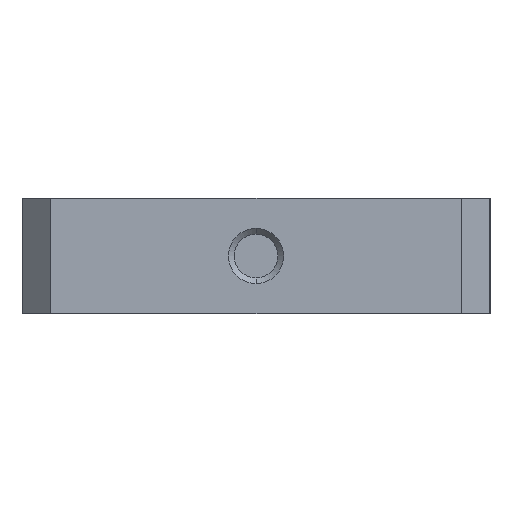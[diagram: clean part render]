
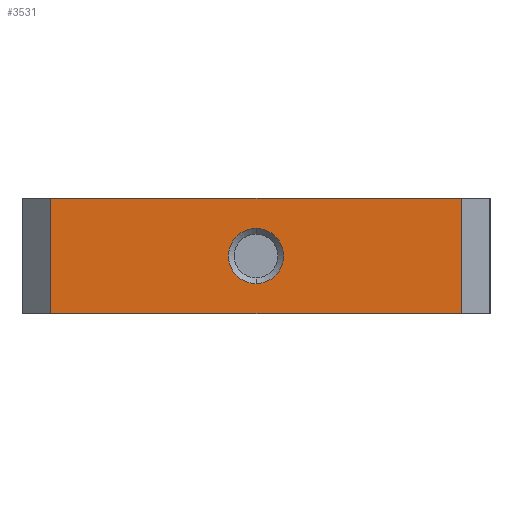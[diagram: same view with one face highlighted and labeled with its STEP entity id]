
A CAD part, front view. The second image highlights one B-rep face of the part: STEP entity #3531.
In plain terms, the highlighted planar face has unit normal (0, -1, 0).
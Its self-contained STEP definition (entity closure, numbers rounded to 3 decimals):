
#21 = DIRECTION ( 'NONE',  ( 1., 0., 0. ) ) ;
#43 = DIRECTION ( 'NONE',  ( 0., 0., 1. ) ) ;
#53 = DIRECTION ( 'NONE',  ( 0., 1., 0. ) ) ;
#139 = ORIENTED_EDGE ( 'NONE', *, *, #2658, .F. ) ;
#208 = LINE ( 'NONE', #3579, #3172 ) ;
#299 = ORIENTED_EDGE ( 'NONE', *, *, #1330, .T. ) ;
#300 = AXIS2_PLACEMENT_3D ( 'NONE', #1731, #3548, #3885 ) ;
#326 = EDGE_LOOP ( 'NONE', ( #3344, #713 ) ) ;
#390 = FACE_BOUND ( 'NONE', #326, .T. ) ;
#407 = PLANE ( 'NONE',  #1334 ) ;
#555 = AXIS2_PLACEMENT_3D ( 'NONE', #1946, #1901, #43 ) ;
#581 = EDGE_CURVE ( 'NONE', #2726, #3602, #208, .T. ) ;
#713 = ORIENTED_EDGE ( 'NONE', *, *, #1682, .T. ) ;
#763 = CARTESIAN_POINT ( 'NONE',  ( -20.3, -20.3, 5. ) ) ;
#955 = CIRCLE ( 'NONE', #555, 2.4 ) ;
#1003 = LINE ( 'NONE', #1862, #3203 ) ;
#1042 = CARTESIAN_POINT ( 'NONE',  ( -17.8, -20.3, -5. ) ) ;
#1083 = CARTESIAN_POINT ( 'NONE',  ( 17.8, -20.3, 5. ) ) ;
#1113 = EDGE_LOOP ( 'NONE', ( #139, #299, #3614, #1880 ) ) ;
#1150 = CARTESIAN_POINT ( 'NONE',  ( 0., -20.3, -2.4 ) ) ;
#1166 = DIRECTION ( 'NONE',  ( 0., 0., 1. ) ) ;
#1330 = EDGE_CURVE ( 'NONE', #3652, #1380, #2584, .T. ) ;
#1334 = AXIS2_PLACEMENT_3D ( 'NONE', #1624, #53, #3808 ) ;
#1380 = VERTEX_POINT ( 'NONE', #1042 ) ;
#1543 = VERTEX_POINT ( 'NONE', #3014 ) ;
#1605 = DIRECTION ( 'NONE',  ( 0., 0., -1. ) ) ;
#1624 = CARTESIAN_POINT ( 'NONE',  ( -20.3, -20.3, 5. ) ) ;
#1682 = EDGE_CURVE ( 'NONE', #1543, #3077, #955, .T. ) ;
#1731 = CARTESIAN_POINT ( 'NONE',  ( 0., -20.3, 0. ) ) ;
#1739 = CARTESIAN_POINT ( 'NONE',  ( -17.8, -20.3, 5. ) ) ;
#1813 = EDGE_CURVE ( 'NONE', #1380, #2726, #1003, .T. ) ;
#1862 = CARTESIAN_POINT ( 'NONE',  ( -20.3, -20.3, -5. ) ) ;
#1880 = ORIENTED_EDGE ( 'NONE', *, *, #581, .T. ) ;
#1901 = DIRECTION ( 'NONE',  ( 0., 1., 0. ) ) ;
#1946 = CARTESIAN_POINT ( 'NONE',  ( 0., -20.3, 0. ) ) ;
#1989 = LINE ( 'NONE', #763, #2689 ) ;
#2225 = DIRECTION ( 'NONE',  ( 1., 0., 0. ) ) ;
#2584 = LINE ( 'NONE', #3499, #3853 ) ;
#2658 = EDGE_CURVE ( 'NONE', #3652, #3602, #1989, .T. ) ;
#2689 = VECTOR ( 'NONE', #21, 1000. ) ;
#2726 = VERTEX_POINT ( 'NONE', #3351 ) ;
#2953 = EDGE_CURVE ( 'NONE', #3077, #1543, #3089, .T. ) ;
#3014 = CARTESIAN_POINT ( 'NONE',  ( 0., -20.3, 2.4 ) ) ;
#3077 = VERTEX_POINT ( 'NONE', #1150 ) ;
#3089 = CIRCLE ( 'NONE', #300, 2.4 ) ;
#3172 = VECTOR ( 'NONE', #1166, 1000. ) ;
#3183 = FACE_OUTER_BOUND ( 'NONE', #1113, .T. ) ;
#3203 = VECTOR ( 'NONE', #2225, 1000. ) ;
#3344 = ORIENTED_EDGE ( 'NONE', *, *, #2953, .T. ) ;
#3351 = CARTESIAN_POINT ( 'NONE',  ( 17.8, -20.3, -5. ) ) ;
#3499 = CARTESIAN_POINT ( 'NONE',  ( -17.8, -20.3, 5. ) ) ;
#3531 = ADVANCED_FACE ( 'NONE', ( #390, #3183 ), #407, .F. ) ;
#3548 = DIRECTION ( 'NONE',  ( 0., 1., 0. ) ) ;
#3579 = CARTESIAN_POINT ( 'NONE',  ( 17.8, -20.3, 5. ) ) ;
#3602 = VERTEX_POINT ( 'NONE', #1083 ) ;
#3614 = ORIENTED_EDGE ( 'NONE', *, *, #1813, .T. ) ;
#3652 = VERTEX_POINT ( 'NONE', #1739 ) ;
#3808 = DIRECTION ( 'NONE',  ( 0., 0., 1. ) ) ;
#3853 = VECTOR ( 'NONE', #1605, 1000. ) ;
#3885 = DIRECTION ( 'NONE',  ( 0., 0., 1. ) ) ;
